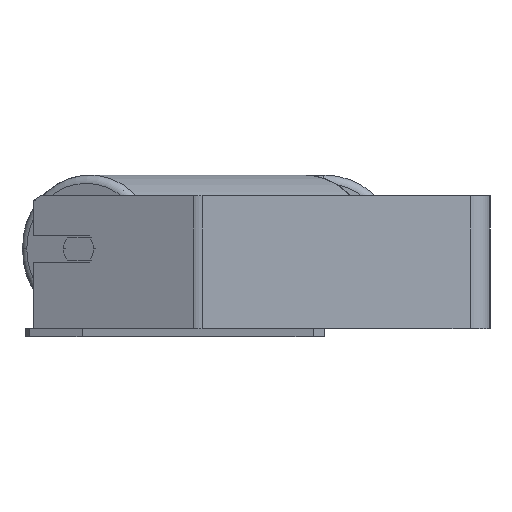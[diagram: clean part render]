
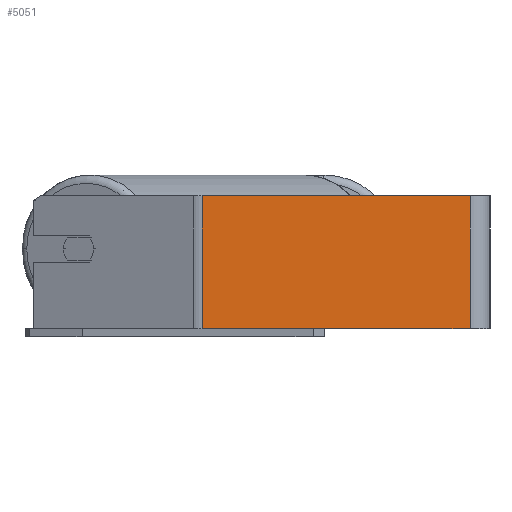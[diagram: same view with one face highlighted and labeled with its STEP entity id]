
A CAD part, left-side view. The second image highlights one B-rep face of the part: STEP entity #5051.
In plain terms, the highlighted planar face has unit normal (-1, 0, 0).
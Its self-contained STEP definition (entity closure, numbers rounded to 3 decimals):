
#101 = AXIS2_PLACEMENT_3D ( 'NONE', #7695, #4751, #2729 ) ;
#135 = CARTESIAN_POINT ( 'NONE',  ( -525., 12., 40. ) ) ;
#525 = VERTEX_POINT ( 'NONE', #6862 ) ;
#855 = ORIENTED_EDGE ( 'NONE', *, *, #8650, .T. ) ;
#1483 = CARTESIAN_POINT ( 'NONE',  ( -525., 12., 40. ) ) ;
#1563 = ORIENTED_EDGE ( 'NONE', *, *, #5156, .F. ) ;
#1574 = CARTESIAN_POINT ( 'NONE',  ( -525., 175.957, -40. ) ) ;
#1611 = DIRECTION ( 'NONE',  ( 0., -1., 0. ) ) ;
#1706 = DIRECTION ( 'NONE',  ( 0., -1., 0. ) ) ;
#2729 = DIRECTION ( 'NONE',  ( 0., 0., -1. ) ) ;
#3000 = LINE ( 'NONE', #5645, #6965 ) ;
#3179 = ORIENTED_EDGE ( 'NONE', *, *, #6228, .F. ) ;
#3322 = FACE_OUTER_BOUND ( 'NONE', #5180, .T. ) ;
#3456 = PLANE ( 'NONE',  #101 ) ;
#3576 = VERTEX_POINT ( 'NONE', #5566 ) ;
#4415 = VERTEX_POINT ( 'NONE', #135 ) ;
#4635 = CARTESIAN_POINT ( 'NONE',  ( -525., 173.297, 40. ) ) ;
#4691 = VECTOR ( 'NONE', #7409, 1000. ) ;
#4751 = DIRECTION ( 'NONE',  ( 1., 0., 0. ) ) ;
#4904 = VERTEX_POINT ( 'NONE', #7338 ) ;
#5051 = ADVANCED_FACE ( 'NONE', ( #3322 ), #3456, .F. ) ;
#5156 = EDGE_CURVE ( 'NONE', #525, #4415, #3000, .T. ) ;
#5180 = EDGE_LOOP ( 'NONE', ( #5787, #3179, #1563, #855 ) ) ;
#5517 = VECTOR ( 'NONE', #8315, 1000. ) ;
#5566 = CARTESIAN_POINT ( 'NONE',  ( -525., 12., -40. ) ) ;
#5645 = CARTESIAN_POINT ( 'NONE',  ( -525., 175.957, 40. ) ) ;
#5707 = LINE ( 'NONE', #1483, #5517 ) ;
#5787 = ORIENTED_EDGE ( 'NONE', *, *, #6365, .T. ) ;
#5956 = VECTOR ( 'NONE', #1706, 1000. ) ;
#6228 = EDGE_CURVE ( 'NONE', #4415, #3576, #5707, .T. ) ;
#6365 = EDGE_CURVE ( 'NONE', #4904, #3576, #6436, .T. ) ;
#6436 = LINE ( 'NONE', #1574, #5956 ) ;
#6732 = LINE ( 'NONE', #4635, #4691 ) ;
#6862 = CARTESIAN_POINT ( 'NONE',  ( -525., 173.297, 40. ) ) ;
#6965 = VECTOR ( 'NONE', #1611, 1000. ) ;
#7338 = CARTESIAN_POINT ( 'NONE',  ( -525., 173.297, -40. ) ) ;
#7409 = DIRECTION ( 'NONE',  ( 0., 0., -1. ) ) ;
#7695 = CARTESIAN_POINT ( 'NONE',  ( -525., 175.957, 40. ) ) ;
#8315 = DIRECTION ( 'NONE',  ( 0., 0., -1. ) ) ;
#8650 = EDGE_CURVE ( 'NONE', #525, #4904, #6732, .T. ) ;
